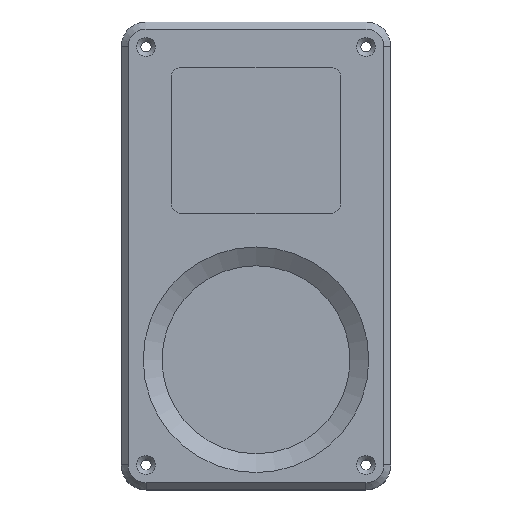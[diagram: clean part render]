
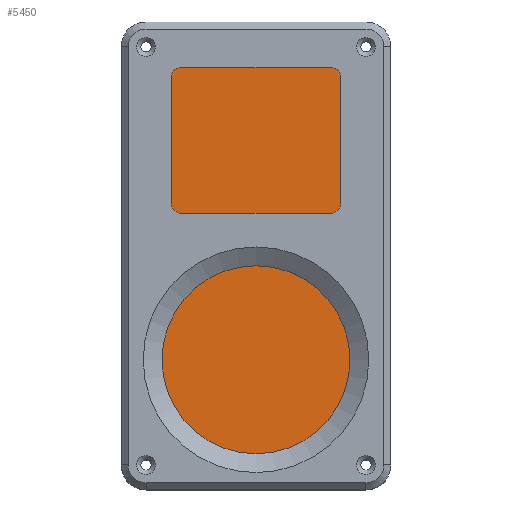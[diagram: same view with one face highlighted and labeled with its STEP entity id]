
A CAD part, top view. The second image highlights one B-rep face of the part: STEP entity #5450.
In plain terms, the highlighted planar face has unit normal (0, 0, 1).
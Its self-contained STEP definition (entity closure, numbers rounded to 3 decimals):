
#261=PLANE('',#6062);
#541=FACE_OUTER_BOUND('',#850,.T.);
#850=EDGE_LOOP('',(#4894,#4895,#4896,#4897,#4898,#4899,#4900,#4901,#4902,
#4903,#4904,#4905,#4906,#4907,#4908,#4909));
#1314=LINE('',#9344,#1806);
#1316=LINE('',#9353,#1808);
#1319=LINE('',#9370,#1811);
#1321=LINE('',#9390,#1813);
#1323=LINE('',#9397,#1815);
#1325=LINE('',#9406,#1817);
#1327=LINE('',#9412,#1819);
#1329=LINE('',#9421,#1821);
#1331=LINE('',#9424,#1823);
#1333=LINE('',#9433,#1825);
#1335=LINE('',#9442,#1827);
#1340=LINE('',#9452,#1832);
#1806=VECTOR('',#7484,10.);
#1808=VECTOR('',#7496,10.);
#1811=VECTOR('',#7519,10.);
#1813=VECTOR('',#7547,10.);
#1815=VECTOR('',#7555,10.);
#1817=VECTOR('',#7567,10.);
#1819=VECTOR('',#7573,10.);
#1821=VECTOR('',#7585,10.);
#1823=VECTOR('',#7589,10.);
#1825=VECTOR('',#7599,10.);
#1827=VECTOR('',#7611,10.);
#1832=VECTOR('',#7622,10.);
#2108=CIRCLE('',#5999,4.8);
#2126=CIRCLE('',#6030,4.8);
#2130=CIRCLE('',#6037,4.8);
#2135=CIRCLE('',#6047,4.8);
#2606=VERTEX_POINT('',#9321);
#2609=VERTEX_POINT('',#9328);
#2612=VERTEX_POINT('',#9335);
#2615=VERTEX_POINT('',#9342);
#2617=VERTEX_POINT('',#9348);
#2619=VERTEX_POINT('',#9360);
#2621=VERTEX_POINT('',#9366);
#2622=VERTEX_POINT('',#9372);
#2624=VERTEX_POINT('',#9377);
#2625=VERTEX_POINT('',#9384);
#2628=VERTEX_POINT('',#9395);
#2630=VERTEX_POINT('',#9401);
#2632=VERTEX_POINT('',#9410);
#2634=VERTEX_POINT('',#9416);
#2637=VERTEX_POINT('',#9431);
#2639=VERTEX_POINT('',#9437);
#3355=EDGE_CURVE('',#2615,#2606,#1314,.T.);
#3358=EDGE_CURVE('',#2617,#2615,#2108,.T.);
#3360=EDGE_CURVE('',#2612,#2617,#1316,.T.);
#3369=EDGE_CURVE('',#2621,#2612,#1319,.T.);
#3379=EDGE_CURVE('',#2625,#2624,#1321,.T.);
#3382=EDGE_CURVE('',#2628,#2625,#1323,.T.);
#3385=EDGE_CURVE('',#2630,#2628,#2126,.T.);
#3387=EDGE_CURVE('',#2622,#2630,#1325,.T.);
#3390=EDGE_CURVE('',#2632,#2621,#1327,.T.);
#3393=EDGE_CURVE('',#2634,#2632,#2130,.T.);
#3395=EDGE_CURVE('',#2624,#2634,#1329,.T.);
#3397=EDGE_CURVE('',#2619,#2622,#1331,.T.);
#3401=EDGE_CURVE('',#2637,#2619,#1333,.T.);
#3404=EDGE_CURVE('',#2639,#2637,#2135,.T.);
#3406=EDGE_CURVE('',#2609,#2639,#1335,.T.);
#3412=EDGE_CURVE('',#2606,#2609,#1340,.T.);
#4894=ORIENTED_EDGE('',*,*,#3379,.F.);
#4895=ORIENTED_EDGE('',*,*,#3382,.F.);
#4896=ORIENTED_EDGE('',*,*,#3385,.F.);
#4897=ORIENTED_EDGE('',*,*,#3387,.F.);
#4898=ORIENTED_EDGE('',*,*,#3397,.F.);
#4899=ORIENTED_EDGE('',*,*,#3401,.F.);
#4900=ORIENTED_EDGE('',*,*,#3404,.F.);
#4901=ORIENTED_EDGE('',*,*,#3406,.F.);
#4902=ORIENTED_EDGE('',*,*,#3412,.F.);
#4903=ORIENTED_EDGE('',*,*,#3355,.F.);
#4904=ORIENTED_EDGE('',*,*,#3358,.F.);
#4905=ORIENTED_EDGE('',*,*,#3360,.F.);
#4906=ORIENTED_EDGE('',*,*,#3369,.F.);
#4907=ORIENTED_EDGE('',*,*,#3390,.F.);
#4908=ORIENTED_EDGE('',*,*,#3393,.F.);
#4909=ORIENTED_EDGE('',*,*,#3395,.F.);
#5450=ADVANCED_FACE('',(#541),#261,.F.);
#5999=AXIS2_PLACEMENT_3D('',#9350,#7490,#7491);
#6030=AXIS2_PLACEMENT_3D('',#9403,#7561,#7562);
#6037=AXIS2_PLACEMENT_3D('',#9418,#7579,#7580);
#6047=AXIS2_PLACEMENT_3D('',#9439,#7605,#7606);
#6062=AXIS2_PLACEMENT_3D('',#9474,#7649,#7650);
#7484=DIRECTION('',(0.,-1.,0.));
#7490=DIRECTION('center_axis',(0.,0.,1.));
#7491=DIRECTION('ref_axis',(-0.707,0.707,0.));
#7496=DIRECTION('',(-1.,0.,0.));
#7519=DIRECTION('',(0.,-1.,0.));
#7547=DIRECTION('',(1.,0.,0.));
#7555=DIRECTION('',(0.,1.,0.));
#7561=DIRECTION('center_axis',(0.,0.,1.));
#7562=DIRECTION('ref_axis',(0.707,-0.707,0.));
#7567=DIRECTION('',(1.,0.,0.));
#7573=DIRECTION('',(1.,0.,0.));
#7579=DIRECTION('center_axis',(0.,0.,1.));
#7580=DIRECTION('ref_axis',(-0.707,-0.707,0.));
#7585=DIRECTION('',(0.,-1.,0.));
#7589=DIRECTION('',(0.,1.,0.));
#7599=DIRECTION('',(-1.,0.,0.));
#7605=DIRECTION('center_axis',(0.,0.,1.));
#7606=DIRECTION('ref_axis',(0.707,0.707,0.));
#7611=DIRECTION('',(0.,1.,0.));
#7622=DIRECTION('',(-1.,0.,0.));
#7649=DIRECTION('center_axis',(0.,0.,-1.));
#7650=DIRECTION('ref_axis',(-1.,0.,0.));
#9321=CARTESIAN_POINT('',(18.6,-45.275,-9.6));
#9328=CARTESIAN_POINT('',(-18.6,-45.275,-9.6));
#9335=CARTESIAN_POINT('',(24.2,-39.675,-9.6));
#9342=CARTESIAN_POINT('',(18.6,-44.475,-9.6));
#9344=CARTESIAN_POINT('',(18.6,-22.237,-9.6));
#9348=CARTESIAN_POINT('',(23.4,-39.675,-9.6));
#9350=CARTESIAN_POINT('Origin',(23.4,-44.475,-9.6));
#9353=CARTESIAN_POINT('',(13.1,-39.675,-9.6));
#9360=CARTESIAN_POINT('',(-24.2,-39.675,-9.6));
#9366=CARTESIAN_POINT('',(24.2,39.675,-9.6));
#9370=CARTESIAN_POINT('',(24.2,-22.238,-9.6));
#9372=CARTESIAN_POINT('',(-24.2,39.675,-9.6));
#9377=CARTESIAN_POINT('',(18.6,45.275,-9.6));
#9384=CARTESIAN_POINT('',(-18.6,45.275,-9.6));
#9390=CARTESIAN_POINT('',(11.7,45.275,-9.6));
#9395=CARTESIAN_POINT('',(-18.6,44.475,-9.6));
#9397=CARTESIAN_POINT('',(-18.6,22.237,-9.6));
#9401=CARTESIAN_POINT('',(-23.4,39.675,-9.6));
#9403=CARTESIAN_POINT('Origin',(-23.4,44.475,-9.6));
#9406=CARTESIAN_POINT('',(-13.1,39.675,-9.6));
#9410=CARTESIAN_POINT('',(23.4,39.675,-9.6));
#9412=CARTESIAN_POINT('',(11.7,39.675,-9.6));
#9416=CARTESIAN_POINT('',(18.6,44.475,-9.6));
#9418=CARTESIAN_POINT('Origin',(23.4,44.475,-9.6));
#9421=CARTESIAN_POINT('',(18.6,23.637,-9.6));
#9424=CARTESIAN_POINT('',(-24.2,22.238,-9.6));
#9431=CARTESIAN_POINT('',(-23.4,-39.675,-9.6));
#9433=CARTESIAN_POINT('',(-11.7,-39.675,-9.6));
#9437=CARTESIAN_POINT('',(-18.6,-44.475,-9.6));
#9439=CARTESIAN_POINT('Origin',(-23.4,-44.475,-9.6));
#9442=CARTESIAN_POINT('',(-18.6,-23.637,-9.6));
#9452=CARTESIAN_POINT('',(-11.7,-45.275,-9.6));
#9474=CARTESIAN_POINT('Origin',(0.,0.,-9.6));
